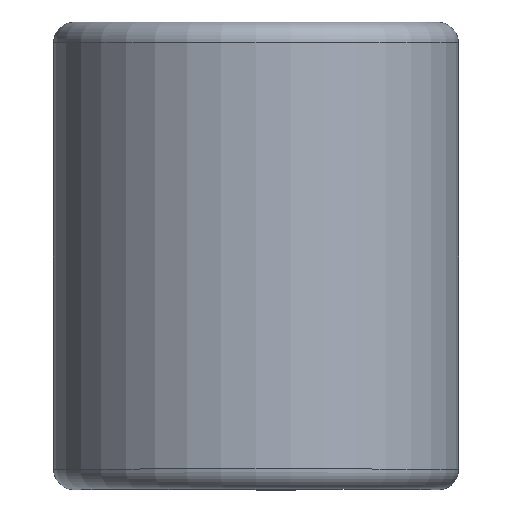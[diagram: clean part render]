
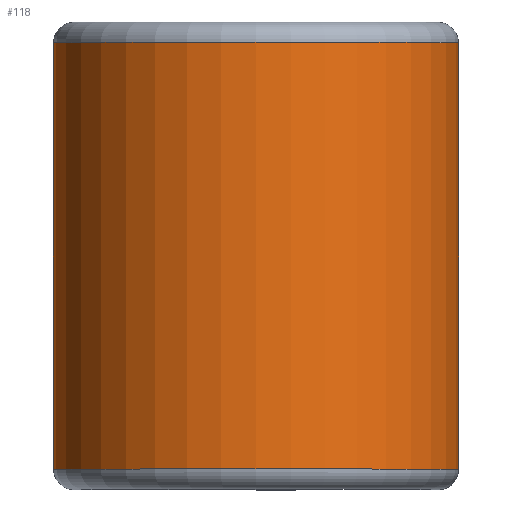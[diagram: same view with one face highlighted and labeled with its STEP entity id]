
A CAD part, top view. The second image highlights one B-rep face of the part: STEP entity #118.
In plain terms, the highlighted cylindrical face has radius 7.569 mm (diameter 15.138 mm), a partial arc.
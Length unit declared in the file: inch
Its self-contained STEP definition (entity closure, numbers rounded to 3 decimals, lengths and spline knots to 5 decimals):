
#63 = ORIENTED_EDGE ( 'NONE', *, *, #546, .F. ) ;
#96 = CARTESIAN_POINT ( 'NONE',  ( 0., 0.31375, 0. ) ) ;
#117 = AXIS2_PLACEMENT_3D ( 'NONE', #1157, #2236, #2246 ) ;
#118 = ADVANCED_FACE ( 'NONE', ( #140 ), #1797, .T. ) ;
#140 = FACE_OUTER_BOUND ( 'NONE', #1601, .T. ) ;
#218 = ORIENTED_EDGE ( 'NONE', *, *, #1103, .T. ) ;
#281 = DIRECTION ( 'NONE',  ( 0., 0., -1. ) ) ;
#321 = DIRECTION ( 'NONE',  ( 0., -1., 0. ) ) ;
#546 = EDGE_CURVE ( 'NONE', #630, #1334, #1464, .T. ) ;
#586 = CIRCLE ( 'NONE', #1465, 0.298 ) ;
#623 = ORIENTED_EDGE ( 'NONE', *, *, #1916, .F. ) ;
#630 = VERTEX_POINT ( 'NONE', #877 ) ;
#706 = DIRECTION ( 'NONE',  ( 0., 1., 0. ) ) ;
#723 = VECTOR ( 'NONE', #2355, 39.37008 ) ;
#770 = LINE ( 'NONE', #1085, #723 ) ;
#867 = CARTESIAN_POINT ( 'NONE',  ( 0.298, -0.31375, 0. ) ) ;
#877 = CARTESIAN_POINT ( 'NONE',  ( 0., -0.31375, -0.298 ) ) ;
#908 = CARTESIAN_POINT ( 'NONE',  ( 0., 0.31375, -0.298 ) ) ;
#915 = EDGE_CURVE ( 'NONE', #1903, #1334, #586, .T. ) ;
#1085 = CARTESIAN_POINT ( 'NONE',  ( 0.298, 0.31375, 0. ) ) ;
#1103 = EDGE_CURVE ( 'NONE', #2040, #1903, #770, .T. ) ;
#1157 = CARTESIAN_POINT ( 'NONE',  ( 0., 0.3125, 0. ) ) ;
#1334 = VERTEX_POINT ( 'NONE', #1514 ) ;
#1382 = DIRECTION ( 'NONE',  ( 0., -1., 0. ) ) ;
#1396 = VECTOR ( 'NONE', #706, 39.37008 ) ;
#1426 = CARTESIAN_POINT ( 'NONE',  ( 0., -0.31375, 0. ) ) ;
#1464 = LINE ( 'NONE', #908, #1396 ) ;
#1465 = AXIS2_PLACEMENT_3D ( 'NONE', #96, #1382, #281 ) ;
#1503 = ORIENTED_EDGE ( 'NONE', *, *, #915, .T. ) ;
#1514 = CARTESIAN_POINT ( 'NONE',  ( 0., 0.31375, -0.298 ) ) ;
#1601 = EDGE_LOOP ( 'NONE', ( #218, #1503, #63, #623 ) ) ;
#1607 = DIRECTION ( 'NONE',  ( 0., 0., -1. ) ) ;
#1797 = CYLINDRICAL_SURFACE ( 'NONE', #117, 0.298 ) ;
#1872 = CIRCLE ( 'NONE', #2228, 0.298 ) ;
#1903 = VERTEX_POINT ( 'NONE', #2127 ) ;
#1916 = EDGE_CURVE ( 'NONE', #2040, #630, #1872, .T. ) ;
#2040 = VERTEX_POINT ( 'NONE', #867 ) ;
#2127 = CARTESIAN_POINT ( 'NONE',  ( 0.298, 0.31375, 0. ) ) ;
#2228 = AXIS2_PLACEMENT_3D ( 'NONE', #1426, #321, #1607 ) ;
#2236 = DIRECTION ( 'NONE',  ( 0., -1., 0. ) ) ;
#2246 = DIRECTION ( 'NONE',  ( 0., 0., -1. ) ) ;
#2355 = DIRECTION ( 'NONE',  ( 0., 1., 0. ) ) ;
